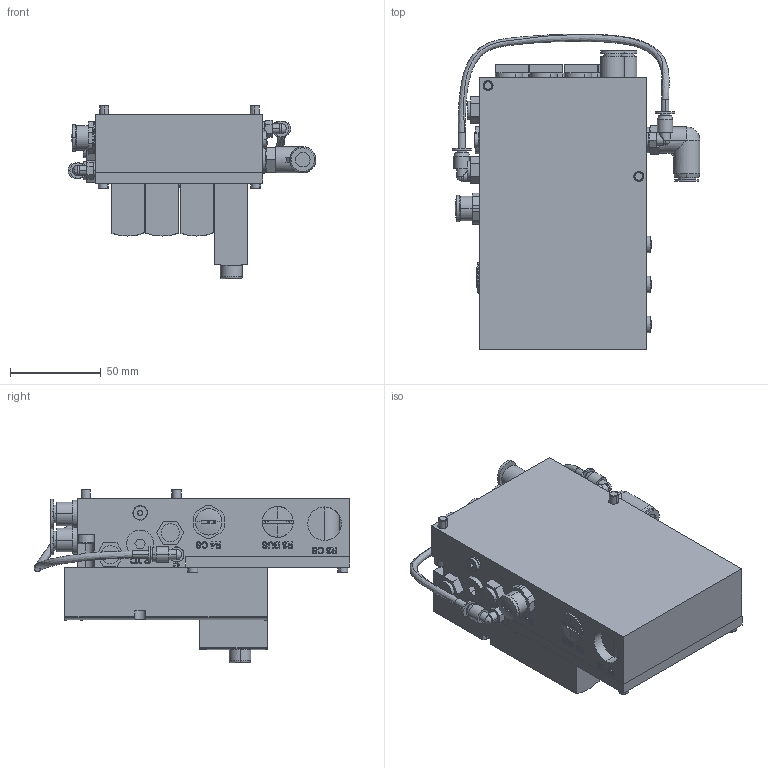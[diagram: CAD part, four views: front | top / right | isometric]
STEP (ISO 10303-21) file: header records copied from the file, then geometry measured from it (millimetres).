
FILE_DESCRIPTION (( 'STEP AP203' ), '1' );
FILE_NAME ('P0012A.STEP', '2018-11-30T12:48:12', ( '' ), ( '' ), 'SwSTEP 2.0', 'SolidWorks 2017', '' );
FILE_SCHEMA (( 'CONFIG_CONTROL_DESIGN' ));
Length unit declared in the file: millimetre
Products named in the file (1): P0012A
Bounding box: 136.46 x 173.95 x 95.54 mm (x, y, z)
Volume: 781672 mm3; surface area: 145515.8 mm2
Topology: 36 solids, 38 shells, 1484 faces, 3557 edges, 2302 vertices
Faces by surface type: plane 634, cylinder 382, bspline 292, cone 130, torus 34, sphere 12
Entity records: 60403 total; most frequent: CARTESIAN_POINT 27270, ORIENTED_EDGE 7076, DIRECTION 6214, EDGE_CURVE 3538, VERTEX_POINT 2299, AXIS2_PLACEMENT_3D 2185, LINE 1844, VECTOR 1844
